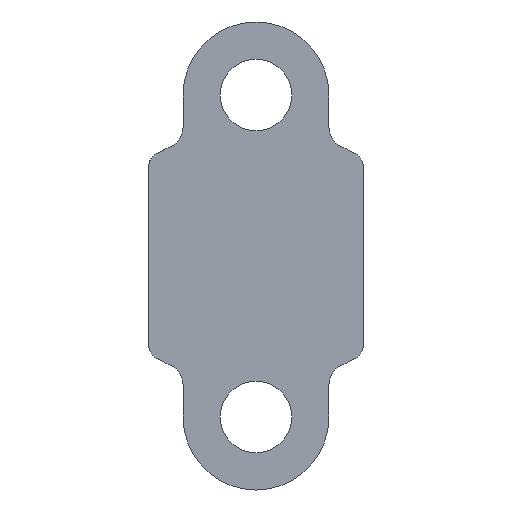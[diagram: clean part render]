
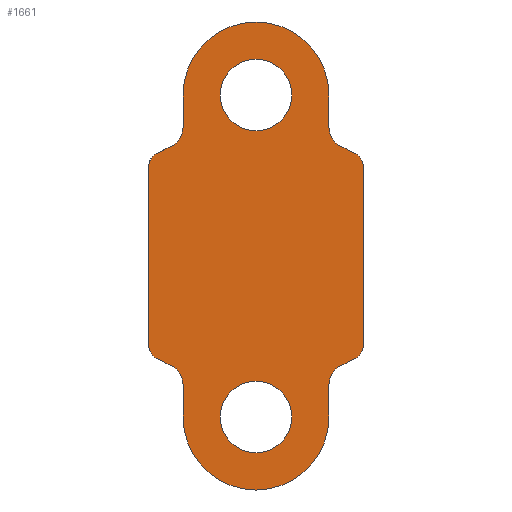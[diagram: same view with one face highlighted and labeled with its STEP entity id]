
A CAD part, front view. The second image highlights one B-rep face of the part: STEP entity #1661.
In plain terms, the highlighted planar face has unit normal (0, -1, 0).
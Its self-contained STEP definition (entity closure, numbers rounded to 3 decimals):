
#65=FACE_BOUND('',#290,.T.);
#66=FACE_BOUND('',#291,.T.);
#106=PLANE('',#1827);
#187=FACE_OUTER_BOUND('',#289,.T.);
#289=EDGE_LOOP('',(#1484,#1485,#1486,#1487,#1488,#1489,#1490,#1491,#1492,
#1493,#1494,#1495,#1496,#1497,#1498,#1499,#1500,#1501,#1502,#1503));
#290=EDGE_LOOP('',(#1504));
#291=EDGE_LOOP('',(#1505));
#323=LINE('',#2394,#467);
#418=LINE('',#2918,#562);
#421=LINE('',#2926,#565);
#425=LINE('',#2936,#569);
#428=LINE('',#2944,#572);
#431=LINE('',#2949,#575);
#434=LINE('',#2957,#578);
#435=LINE('',#2966,#579);
#436=LINE('',#2971,#580);
#437=LINE('',#2974,#581);
#467=VECTOR('',#1896,10.);
#562=VECTOR('',#2239,10.);
#565=VECTOR('',#2248,10.);
#569=VECTOR('',#2258,10.);
#572=VECTOR('',#2267,10.);
#575=VECTOR('',#2272,10.);
#578=VECTOR('',#2281,10.);
#579=VECTOR('',#2292,10.);
#580=VECTOR('',#2297,10.);
#581=VECTOR('',#2300,10.);
#653=CIRCLE('',#1813,3.);
#654=CIRCLE('',#1816,3.);
#655=CIRCLE('',#1819,10.2);
#656=CIRCLE('',#1823,2.);
#657=CIRCLE('',#1826,2.);
#658=CIRCLE('',#1828,2.);
#659=CIRCLE('',#1829,2.);
#660=CIRCLE('',#1830,3.);
#661=CIRCLE('',#1831,10.2);
#662=CIRCLE('',#1832,3.);
#663=CIRCLE('',#1833,5.);
#664=CIRCLE('',#1834,5.);
#688=VERTEX_POINT('',#2391);
#689=VERTEX_POINT('',#2393);
#802=VERTEX_POINT('',#2915);
#803=VERTEX_POINT('',#2917);
#804=VERTEX_POINT('',#2921);
#805=VERTEX_POINT('',#2925);
#806=VERTEX_POINT('',#2929);
#807=VERTEX_POINT('',#2931);
#808=VERTEX_POINT('',#2935);
#809=VERTEX_POINT('',#2939);
#810=VERTEX_POINT('',#2943);
#811=VERTEX_POINT('',#2947);
#812=VERTEX_POINT('',#2951);
#813=VERTEX_POINT('',#2955);
#814=VERTEX_POINT('',#2961);
#815=VERTEX_POINT('',#2963);
#816=VERTEX_POINT('',#2965);
#817=VERTEX_POINT('',#2968);
#818=VERTEX_POINT('',#2970);
#819=VERTEX_POINT('',#2972);
#820=VERTEX_POINT('',#2975);
#821=VERTEX_POINT('',#2977);
#850=EDGE_CURVE('',#688,#689,#323,.T.);
#1025=EDGE_CURVE('',#803,#802,#418,.T.);
#1027=EDGE_CURVE('',#804,#803,#653,.T.);
#1029=EDGE_CURVE('',#805,#804,#421,.T.);
#1032=EDGE_CURVE('',#807,#806,#654,.T.);
#1034=EDGE_CURVE('',#808,#807,#425,.T.);
#1036=EDGE_CURVE('',#809,#808,#655,.T.);
#1038=EDGE_CURVE('',#810,#809,#428,.T.);
#1041=EDGE_CURVE('',#806,#811,#431,.T.);
#1043=EDGE_CURVE('',#812,#811,#656,.T.);
#1045=EDGE_CURVE('',#813,#812,#434,.T.);
#1046=EDGE_CURVE('',#805,#813,#657,.T.);
#1047=EDGE_CURVE('',#689,#814,#658,.T.);
#1048=EDGE_CURVE('',#815,#688,#659,.T.);
#1049=EDGE_CURVE('',#815,#816,#435,.T.);
#1050=EDGE_CURVE('',#816,#810,#660,.T.);
#1051=EDGE_CURVE('',#802,#817,#661,.T.);
#1052=EDGE_CURVE('',#817,#818,#436,.T.);
#1053=EDGE_CURVE('',#818,#819,#662,.T.);
#1054=EDGE_CURVE('',#819,#814,#437,.T.);
#1055=EDGE_CURVE('',#820,#820,#663,.T.);
#1056=EDGE_CURVE('',#821,#821,#664,.T.);
#1484=ORIENTED_EDGE('',*,*,#1047,.F.);
#1485=ORIENTED_EDGE('',*,*,#850,.F.);
#1486=ORIENTED_EDGE('',*,*,#1048,.F.);
#1487=ORIENTED_EDGE('',*,*,#1049,.T.);
#1488=ORIENTED_EDGE('',*,*,#1050,.T.);
#1489=ORIENTED_EDGE('',*,*,#1038,.T.);
#1490=ORIENTED_EDGE('',*,*,#1036,.T.);
#1491=ORIENTED_EDGE('',*,*,#1034,.T.);
#1492=ORIENTED_EDGE('',*,*,#1032,.T.);
#1493=ORIENTED_EDGE('',*,*,#1041,.T.);
#1494=ORIENTED_EDGE('',*,*,#1043,.F.);
#1495=ORIENTED_EDGE('',*,*,#1045,.F.);
#1496=ORIENTED_EDGE('',*,*,#1046,.F.);
#1497=ORIENTED_EDGE('',*,*,#1029,.T.);
#1498=ORIENTED_EDGE('',*,*,#1027,.T.);
#1499=ORIENTED_EDGE('',*,*,#1025,.T.);
#1500=ORIENTED_EDGE('',*,*,#1051,.T.);
#1501=ORIENTED_EDGE('',*,*,#1052,.T.);
#1502=ORIENTED_EDGE('',*,*,#1053,.T.);
#1503=ORIENTED_EDGE('',*,*,#1054,.T.);
#1504=ORIENTED_EDGE('',*,*,#1055,.F.);
#1505=ORIENTED_EDGE('',*,*,#1056,.F.);
#1661=ADVANCED_FACE('',(#187,#65,#66),#106,.F.);
#1813=AXIS2_PLACEMENT_3D('',#2922,#2243,#2244);
#1816=AXIS2_PLACEMENT_3D('',#2932,#2253,#2254);
#1819=AXIS2_PLACEMENT_3D('',#2940,#2262,#2263);
#1823=AXIS2_PLACEMENT_3D('',#2953,#2276,#2277);
#1826=AXIS2_PLACEMENT_3D('',#2959,#2284,#2285);
#1827=AXIS2_PLACEMENT_3D('',#2960,#2286,#2287);
#1828=AXIS2_PLACEMENT_3D('',#2962,#2288,#2289);
#1829=AXIS2_PLACEMENT_3D('',#2964,#2290,#2291);
#1830=AXIS2_PLACEMENT_3D('',#2967,#2293,#2294);
#1831=AXIS2_PLACEMENT_3D('',#2969,#2295,#2296);
#1832=AXIS2_PLACEMENT_3D('',#2973,#2298,#2299);
#1833=AXIS2_PLACEMENT_3D('',#2976,#2301,#2302);
#1834=AXIS2_PLACEMENT_3D('',#2978,#2303,#2304);
#1896=DIRECTION('',(0.,0.,-1.));
#2239=DIRECTION('',(0.,0.,-1.));
#2243=DIRECTION('center_axis',(0.,1.,0.));
#2244=DIRECTION('ref_axis',(1.,0.,0.));
#2248=DIRECTION('',(0.892,0.,-0.452));
#2253=DIRECTION('center_axis',(0.,1.,0.));
#2254=DIRECTION('ref_axis',(0.,0.,-1.));
#2258=DIRECTION('',(0.,0.,-1.));
#2262=DIRECTION('center_axis',(0.,-1.,0.));
#2263=DIRECTION('ref_axis',(1.,0.,0.));
#2267=DIRECTION('',(0.,0.,1.));
#2272=DIRECTION('',(-0.892,0.,-0.452));
#2276=DIRECTION('center_axis',(0.,1.,0.));
#2277=DIRECTION('ref_axis',(-0.852,0.,0.523));
#2281=DIRECTION('',(0.,0.,1.));
#2284=DIRECTION('center_axis',(0.,1.,0.));
#2285=DIRECTION('ref_axis',(-0.852,0.,-0.523));
#2286=DIRECTION('center_axis',(0.,1.,0.));
#2287=DIRECTION('ref_axis',(0.,0.,-1.));
#2288=DIRECTION('center_axis',(0.,1.,0.));
#2289=DIRECTION('ref_axis',(0.852,0.,-0.523));
#2290=DIRECTION('center_axis',(0.,1.,0.));
#2291=DIRECTION('ref_axis',(0.852,0.,0.523));
#2292=DIRECTION('',(-0.892,0.,0.452));
#2293=DIRECTION('center_axis',(0.,1.,0.));
#2294=DIRECTION('ref_axis',(-1.,0.,0.));
#2295=DIRECTION('center_axis',(0.,-1.,0.));
#2296=DIRECTION('ref_axis',(-1.,0.,0.));
#2297=DIRECTION('',(0.,0.,1.));
#2298=DIRECTION('center_axis',(0.,1.,0.));
#2299=DIRECTION('ref_axis',(-0.4,0.,0.917));
#2300=DIRECTION('',(0.892,0.,0.452));
#2301=DIRECTION('center_axis',(0.,-1.,0.));
#2302=DIRECTION('ref_axis',(1.,0.,0.));
#2303=DIRECTION('center_axis',(0.,-1.,0.));
#2304=DIRECTION('ref_axis',(1.,0.,0.));
#2391=CARTESIAN_POINT('',(15.,-37.2,22.001));
#2393=CARTESIAN_POINT('',(15.,-37.2,-3.001));
#2394=CARTESIAN_POINT('',(15.,-37.2,27.5));
#2915=CARTESIAN_POINT('',(-10.2,-37.2,-13.));
#2917=CARTESIAN_POINT('',(-10.2,-37.2,-8.5));
#2918=CARTESIAN_POINT('',(-10.2,-37.2,18.5));
#2921=CARTESIAN_POINT('',(-12.,-37.2,-5.75));
#2922=CARTESIAN_POINT('Origin',(-13.2,-37.2,-8.5));
#2925=CARTESIAN_POINT('',(-13.904,-37.2,-4.785));
#2926=CARTESIAN_POINT('',(-13.096,-37.2,-5.195));
#2929=CARTESIAN_POINT('',(-12.,-37.2,24.75));
#2931=CARTESIAN_POINT('',(-10.2,-37.2,27.5));
#2932=CARTESIAN_POINT('Origin',(-13.2,-37.2,27.5));
#2935=CARTESIAN_POINT('',(-10.2,-37.2,32.));
#2936=CARTESIAN_POINT('',(-10.2,-37.2,38.75));
#2939=CARTESIAN_POINT('',(10.2,-37.2,32.));
#2940=CARTESIAN_POINT('Origin',(0.,-37.2,
32.));
#2943=CARTESIAN_POINT('',(10.2,-37.2,27.5));
#2944=CARTESIAN_POINT('',(10.2,-37.2,36.5));
#2947=CARTESIAN_POINT('',(-13.904,-37.2,23.785));
#2949=CARTESIAN_POINT('',(2.924,-37.2,32.317));
#2951=CARTESIAN_POINT('',(-15.,-37.2,22.001));
#2953=CARTESIAN_POINT('Origin',(-13.,-37.2,22.001));
#2955=CARTESIAN_POINT('',(-15.,-37.2,-3.001));
#2957=CARTESIAN_POINT('',(-15.,-37.2,27.5));
#2959=CARTESIAN_POINT('Origin',(-13.,-37.2,-3.001));
#2960=CARTESIAN_POINT('Origin',(15.,-37.2,45.5));
#2961=CARTESIAN_POINT('',(13.904,-37.2,-4.785));
#2962=CARTESIAN_POINT('Origin',(13.,-37.2,-3.001));
#2963=CARTESIAN_POINT('',(13.904,-37.2,23.785));
#2964=CARTESIAN_POINT('Origin',(13.,-37.2,22.001));
#2965=CARTESIAN_POINT('',(12.,-37.2,24.75));
#2966=CARTESIAN_POINT('',(10.509,-37.2,25.506));
#2967=CARTESIAN_POINT('Origin',(13.2,-37.2,27.5));
#2968=CARTESIAN_POINT('',(10.2,-37.2,-13.));
#2969=CARTESIAN_POINT('Origin',(0.,-37.2,
-13.));
#2970=CARTESIAN_POINT('',(10.2,-37.2,-8.5));
#2971=CARTESIAN_POINT('',(10.2,-37.2,16.25));
#2972=CARTESIAN_POINT('',(12.,-37.2,-5.75));
#2973=CARTESIAN_POINT('Origin',(13.2,-37.2,-8.5));
#2974=CARTESIAN_POINT('',(23.529,-37.2,0.094));
#2975=CARTESIAN_POINT('',(-5.,-37.2,-13.));
#2976=CARTESIAN_POINT('Origin',(0.,-37.2,
-13.));
#2977=CARTESIAN_POINT('',(-5.,-37.2,32.));
#2978=CARTESIAN_POINT('Origin',(0.,-37.2,
32.));
